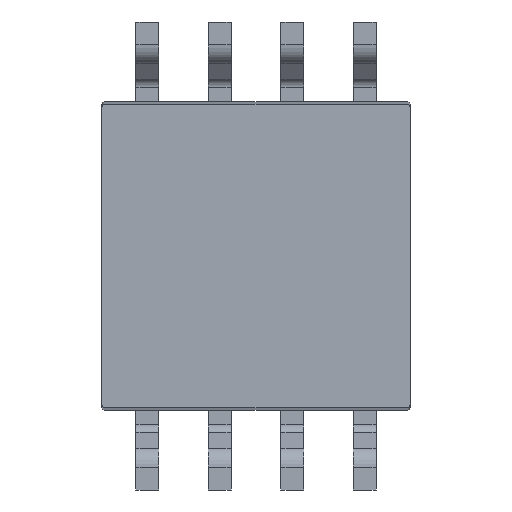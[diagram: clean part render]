
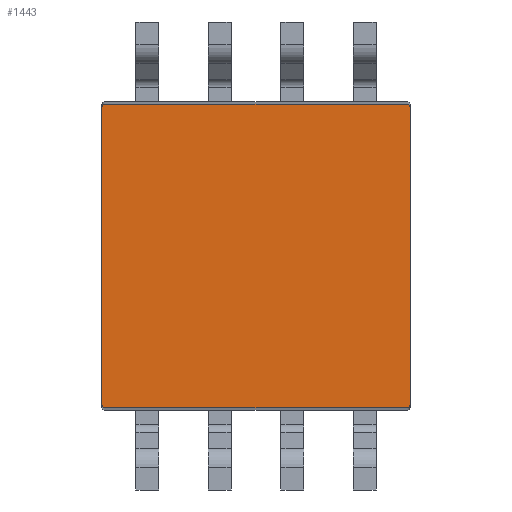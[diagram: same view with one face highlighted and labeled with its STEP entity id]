
A CAD part, front view. The second image highlights one B-rep face of the part: STEP entity #1443.
In plain terms, the highlighted planar face has unit normal (0, -1, 0).
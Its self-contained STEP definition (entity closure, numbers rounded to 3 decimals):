
#69 = EDGE_CURVE ( 'NONE', #662, #794, #652, .T. ) ;
#93 = CARTESIAN_POINT ( 'NONE',  ( 2.7, -1., -2.634 ) ) ;
#106 = EDGE_CURVE ( 'NONE', #930, #457, #2183, .T. ) ;
#142 = DIRECTION ( 'NONE',  ( 0., 0., 1. ) ) ;
#183 = CARTESIAN_POINT ( 'NONE',  ( -2.7, -1., 2.634 ) ) ;
#204 =( BOUNDED_CURVE ( )  B_SPLINE_CURVE ( 3, ( #422, #1466, #770, #2003 ),
 .UNSPECIFIED., .F., .T. ) 
 B_SPLINE_CURVE_WITH_KNOTS ( ( 4, 4 ),
 ( 3.142, 4.712 ),
 .UNSPECIFIED. ) 
 CURVE ( )  GEOMETRIC_REPRESENTATION_ITEM ( )  RATIONAL_B_SPLINE_CURVE ( ( 1., 0.805, 0.805, 1. ) ) 
 REPRESENTATION_ITEM ( '' )  );
#216 = LINE ( 'NONE', #260, #1021 ) ;
#260 = CARTESIAN_POINT ( 'NONE',  ( -2.7, -1., -2.655 ) ) ;
#267 = CARTESIAN_POINT ( 'NONE',  ( 2.7, -1., -2.604 ) ) ;
#283 = EDGE_LOOP ( 'NONE', ( #2057, #1224, #1720, #1757, #2166, #2058, #976, #690 ) ) ;
#374 =( BOUNDED_CURVE ( )  B_SPLINE_CURVE ( 3, ( #267, #93, #434, #1660 ),
 .UNSPECIFIED., .F., .T. ) 
 B_SPLINE_CURVE_WITH_KNOTS ( ( 4, 4 ),
 ( 4.712, 6.283 ),
 .UNSPECIFIED. ) 
 CURVE ( )  GEOMETRIC_REPRESENTATION_ITEM ( )  RATIONAL_B_SPLINE_CURVE ( ( 1., 0.805, 0.805, 1. ) ) 
 REPRESENTATION_ITEM ( '' )  );
#397 = CARTESIAN_POINT ( 'NONE',  ( -2.7, -1., 2.604 ) ) ;
#422 = CARTESIAN_POINT ( 'NONE',  ( 2.65, -1., 2.655 ) ) ;
#434 = CARTESIAN_POINT ( 'NONE',  ( 2.679, -1., -2.655 ) ) ;
#457 = VERTEX_POINT ( 'NONE', #1482 ) ;
#513 = CARTESIAN_POINT ( 'NONE',  ( -2.7, -1., 2.604 ) ) ;
#541 = EDGE_CURVE ( 'NONE', #824, #1825, #216, .T. ) ;
#572 = DIRECTION ( 'NONE',  ( 0., 0., -1. ) ) ;
#574 = CARTESIAN_POINT ( 'NONE',  ( 2.7, -1., 2.604 ) ) ;
#583 = CARTESIAN_POINT ( 'NONE',  ( -2.679, -1., -2.655 ) ) ;
#652 =( BOUNDED_CURVE ( )  B_SPLINE_CURVE ( 3, ( #513, #183, #1382, #1745 ),
 .UNSPECIFIED., .F., .F. ) 
 B_SPLINE_CURVE_WITH_KNOTS ( ( 4, 4 ),
 ( 4.712, 6.283 ),
 .UNSPECIFIED. ) 
 CURVE ( )  GEOMETRIC_REPRESENTATION_ITEM ( )  RATIONAL_B_SPLINE_CURVE ( ( 1., 0.805, 0.805, 1. ) ) 
 REPRESENTATION_ITEM ( '' )  );
#662 = VERTEX_POINT ( 'NONE', #397 ) ;
#663 = DIRECTION ( 'NONE',  ( 0., 1., 0. ) ) ;
#664 = EDGE_CURVE ( 'NONE', #1825, #1663, #1423, .T. ) ;
#690 = ORIENTED_EDGE ( 'NONE', *, *, #1505, .F. ) ;
#733 = LINE ( 'NONE', #1169, #1125 ) ;
#770 = CARTESIAN_POINT ( 'NONE',  ( 2.7, -1., 2.634 ) ) ;
#782 = DIRECTION ( 'NONE',  ( -1., 0., 0. ) ) ;
#794 = VERTEX_POINT ( 'NONE', #1106 ) ;
#824 = VERTEX_POINT ( 'NONE', #2127 ) ;
#928 = VERTEX_POINT ( 'NONE', #2107 ) ;
#930 = VERTEX_POINT ( 'NONE', #574 ) ;
#976 = ORIENTED_EDGE ( 'NONE', *, *, #1269, .F. ) ;
#996 = PLANE ( 'NONE',  #2248 ) ;
#1021 = VECTOR ( 'NONE', #782, 1000. ) ;
#1057 = LINE ( 'NONE', #2082, #1942 ) ;
#1072 = FACE_OUTER_BOUND ( 'NONE', #283, .T. ) ;
#1106 = CARTESIAN_POINT ( 'NONE',  ( -2.65, -1., 2.655 ) ) ;
#1111 = CARTESIAN_POINT ( 'NONE',  ( -2.7, -1., -2.604 ) ) ;
#1125 = VECTOR ( 'NONE', #142, 1000. ) ;
#1169 = CARTESIAN_POINT ( 'NONE',  ( -2.7, -1., 2.7 ) ) ;
#1173 = CARTESIAN_POINT ( 'NONE',  ( -2.65, -1., -2.655 ) ) ;
#1224 = ORIENTED_EDGE ( 'NONE', *, *, #2131, .F. ) ;
#1269 = EDGE_CURVE ( 'NONE', #928, #930, #204, .T. ) ;
#1357 = VECTOR ( 'NONE', #572, 1000. ) ;
#1382 = CARTESIAN_POINT ( 'NONE',  ( -2.679, -1., 2.655 ) ) ;
#1423 =( BOUNDED_CURVE ( )  B_SPLINE_CURVE ( 3, ( #1777, #583, #1800, #1647 ),
 .UNSPECIFIED., .F., .F. ) 
 B_SPLINE_CURVE_WITH_KNOTS ( ( 4, 4 ),
 ( 3.142, 4.712 ),
 .UNSPECIFIED. ) 
 CURVE ( )  GEOMETRIC_REPRESENTATION_ITEM ( )  RATIONAL_B_SPLINE_CURVE ( ( 1., 0.805, 0.805, 1. ) ) 
 REPRESENTATION_ITEM ( '' )  );
#1443 = ADVANCED_FACE ( 'NONE', ( #1072 ), #996, .F. ) ;
#1466 = CARTESIAN_POINT ( 'NONE',  ( 2.679, -1., 2.655 ) ) ;
#1482 = CARTESIAN_POINT ( 'NONE',  ( 2.7, -1., -2.604 ) ) ;
#1505 = EDGE_CURVE ( 'NONE', #794, #928, #1057, .T. ) ;
#1647 = CARTESIAN_POINT ( 'NONE',  ( -2.7, -1., -2.604 ) ) ;
#1660 = CARTESIAN_POINT ( 'NONE',  ( 2.65, -1., -2.655 ) ) ;
#1663 = VERTEX_POINT ( 'NONE', #1111 ) ;
#1697 = EDGE_CURVE ( 'NONE', #457, #824, #374, .T. ) ;
#1707 = CARTESIAN_POINT ( 'NONE',  ( -2.7, -1., 2.7 ) ) ;
#1720 = ORIENTED_EDGE ( 'NONE', *, *, #664, .F. ) ;
#1725 = DIRECTION ( 'NONE',  ( 1., 0., 0. ) ) ;
#1745 = CARTESIAN_POINT ( 'NONE',  ( -2.65, -1., 2.655 ) ) ;
#1757 = ORIENTED_EDGE ( 'NONE', *, *, #541, .F. ) ;
#1777 = CARTESIAN_POINT ( 'NONE',  ( -2.65, -1., -2.655 ) ) ;
#1800 = CARTESIAN_POINT ( 'NONE',  ( -2.7, -1., -2.634 ) ) ;
#1825 = VERTEX_POINT ( 'NONE', #1173 ) ;
#1884 = DIRECTION ( 'NONE',  ( 0., 0., 1. ) ) ;
#1942 = VECTOR ( 'NONE', #1725, 1000. ) ;
#2003 = CARTESIAN_POINT ( 'NONE',  ( 2.7, -1., 2.604 ) ) ;
#2015 = CARTESIAN_POINT ( 'NONE',  ( 2.7, -1., 2.7 ) ) ;
#2057 = ORIENTED_EDGE ( 'NONE', *, *, #69, .F. ) ;
#2058 = ORIENTED_EDGE ( 'NONE', *, *, #106, .F. ) ;
#2082 = CARTESIAN_POINT ( 'NONE',  ( -2.7, -1., 2.655 ) ) ;
#2107 = CARTESIAN_POINT ( 'NONE',  ( 2.65, -1., 2.655 ) ) ;
#2127 = CARTESIAN_POINT ( 'NONE',  ( 2.65, -1., -2.655 ) ) ;
#2131 = EDGE_CURVE ( 'NONE', #1663, #662, #733, .T. ) ;
#2166 = ORIENTED_EDGE ( 'NONE', *, *, #1697, .F. ) ;
#2183 = LINE ( 'NONE', #2015, #1357 ) ;
#2248 = AXIS2_PLACEMENT_3D ( 'NONE', #1707, #663, #1884 ) ;
